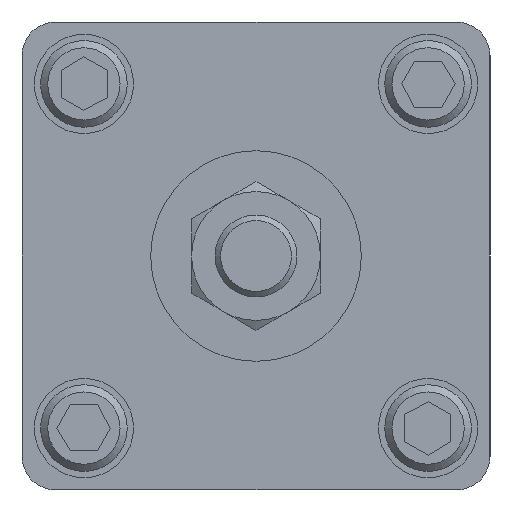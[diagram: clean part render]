
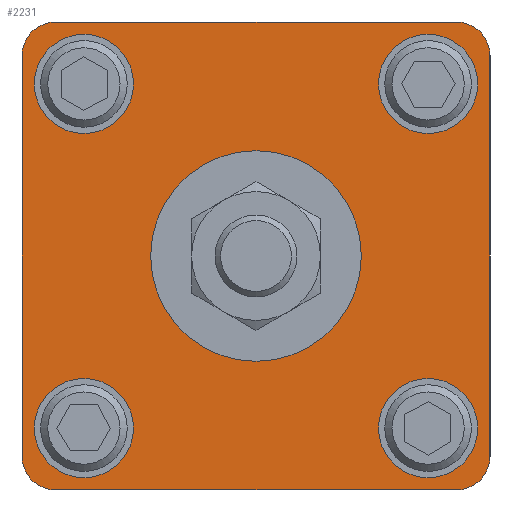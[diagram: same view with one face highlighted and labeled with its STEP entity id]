
A CAD part, left-side view. The second image highlights one B-rep face of the part: STEP entity #2231.
In plain terms, the highlighted planar face has unit normal (-1, 0, 0).
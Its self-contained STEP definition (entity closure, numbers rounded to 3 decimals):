
#207=CIRCLE('',#2483,6.731);
#209=CIRCLE('',#2487,6.731);
#211=CIRCLE('',#2491,6.731);
#213=CIRCLE('',#2495,6.731);
#214=CIRCLE('',#2497,4.572);
#215=CIRCLE('',#2498,4.572);
#216=CIRCLE('',#2499,4.572);
#217=CIRCLE('',#2500,4.572);
#218=CIRCLE('',#2501,14.288);
#505=ORIENTED_EDGE('',*,*,#959,.F.);
#506=ORIENTED_EDGE('',*,*,#960,.T.);
#507=ORIENTED_EDGE('',*,*,#961,.F.);
#508=ORIENTED_EDGE('',*,*,#962,.T.);
#509=ORIENTED_EDGE('',*,*,#963,.F.);
#510=ORIENTED_EDGE('',*,*,#964,.T.);
#511=ORIENTED_EDGE('',*,*,#965,.F.);
#512=ORIENTED_EDGE('',*,*,#966,.T.);
#513=ORIENTED_EDGE('',*,*,#967,.F.);
#514=ORIENTED_EDGE('',*,*,#958,.T.);
#515=ORIENTED_EDGE('',*,*,#956,.T.);
#516=ORIENTED_EDGE('',*,*,#954,.T.);
#517=ORIENTED_EDGE('',*,*,#952,.T.);
#952=EDGE_CURVE('',#1199,#1199,#207,.T.);
#954=EDGE_CURVE('',#1201,#1201,#209,.T.);
#956=EDGE_CURVE('',#1203,#1203,#211,.T.);
#958=EDGE_CURVE('',#1205,#1205,#213,.T.);
#959=EDGE_CURVE('',#1206,#1207,#1412,.T.);
#960=EDGE_CURVE('',#1206,#1208,#214,.T.);
#961=EDGE_CURVE('',#1209,#1208,#1413,.T.);
#962=EDGE_CURVE('',#1209,#1210,#215,.T.);
#963=EDGE_CURVE('',#1211,#1210,#1414,.T.);
#964=EDGE_CURVE('',#1211,#1212,#216,.T.);
#965=EDGE_CURVE('',#1213,#1212,#1415,.T.);
#966=EDGE_CURVE('',#1213,#1207,#217,.T.);
#967=EDGE_CURVE('',#1214,#1214,#218,.T.);
#1199=VERTEX_POINT('',#3656);
#1201=VERTEX_POINT('',#3662);
#1203=VERTEX_POINT('',#3668);
#1205=VERTEX_POINT('',#3674);
#1206=VERTEX_POINT('',#3677);
#1207=VERTEX_POINT('',#3678);
#1208=VERTEX_POINT('',#3680);
#1209=VERTEX_POINT('',#3682);
#1210=VERTEX_POINT('',#3684);
#1211=VERTEX_POINT('',#3686);
#1212=VERTEX_POINT('',#3688);
#1213=VERTEX_POINT('',#3690);
#1214=VERTEX_POINT('',#3693);
#1412=LINE('',#3676,#1528);
#1413=LINE('',#3681,#1529);
#1414=LINE('',#3685,#1530);
#1415=LINE('',#3689,#1531);
#1528=VECTOR('',#2955,1000.);
#1529=VECTOR('',#2958,1000.);
#1530=VECTOR('',#2961,1000.);
#1531=VECTOR('',#2964,1000.);
#1642=EDGE_LOOP('',(#505,#506,#507,#508,#509,#510,#511,#512));
#1643=EDGE_LOOP('',(#513));
#1644=EDGE_LOOP('',(#514));
#1645=EDGE_LOOP('',(#515));
#1646=EDGE_LOOP('',(#516));
#1647=EDGE_LOOP('',(#517));
#1908=FACE_BOUND('',#1642,.T.);
#1909=FACE_BOUND('',#1643,.T.);
#1910=FACE_BOUND('',#1644,.T.);
#1911=FACE_BOUND('',#1645,.T.);
#1912=FACE_BOUND('',#1646,.T.);
#1913=FACE_BOUND('',#1647,.T.);
#2141=PLANE('',#2496);
#2231=ADVANCED_FACE('',(#1908,#1909,#1910,#1911,#1912,#1913),#2141,.F.);
#2483=AXIS2_PLACEMENT_3D('',#3655,#2927,#2928);
#2487=AXIS2_PLACEMENT_3D('',#3661,#2935,#2936);
#2491=AXIS2_PLACEMENT_3D('',#3667,#2943,#2944);
#2495=AXIS2_PLACEMENT_3D('',#3673,#2951,#2952);
#2496=AXIS2_PLACEMENT_3D('',#3675,#2953,#2954);
#2497=AXIS2_PLACEMENT_3D('',#3679,#2956,#2957);
#2498=AXIS2_PLACEMENT_3D('',#3683,#2959,#2960);
#2499=AXIS2_PLACEMENT_3D('',#3687,#2962,#2963);
#2500=AXIS2_PLACEMENT_3D('',#3691,#2965,#2966);
#2501=AXIS2_PLACEMENT_3D('',#3692,#2967,#2968);
#2927=DIRECTION('',(1.,0.,0.));
#2928=DIRECTION('',(0.,-1.,0.));
#2935=DIRECTION('',(1.,0.,0.));
#2936=DIRECTION('',(0.,0.,-1.));
#2943=DIRECTION('',(1.,0.,0.));
#2944=DIRECTION('',(0.,1.,0.));
#2951=DIRECTION('',(1.,0.,0.));
#2952=DIRECTION('',(0.,0.,1.));
#2953=DIRECTION('',(1.,0.,0.));
#2954=DIRECTION('',(0.,1.,0.));
#2955=DIRECTION('',(0.,0.,-1.));
#2956=DIRECTION('',(-1.,0.,0.));
#2957=DIRECTION('',(0.,0.,-1.));
#2958=DIRECTION('',(0.,-1.,0.));
#2959=DIRECTION('',(-1.,0.,0.));
#2960=DIRECTION('',(0.,0.,-1.));
#2961=DIRECTION('',(0.,0.,1.));
#2962=DIRECTION('',(-1.,0.,0.));
#2963=DIRECTION('',(0.,0.,-1.));
#2964=DIRECTION('',(0.,1.,0.));
#2965=DIRECTION('',(-1.,0.,0.));
#2966=DIRECTION('',(0.,0.,-1.));
#2967=DIRECTION('',(-1.,0.,0.));
#2968=DIRECTION('',(0.,0.,-1.));
#3655=CARTESIAN_POINT('',(0.,-23.349,-23.349));
#3656=CARTESIAN_POINT('',(0.,-30.08,-23.349));
#3661=CARTESIAN_POINT('',(0.,23.349,-23.349));
#3662=CARTESIAN_POINT('',(0.,23.349,-30.08));
#3667=CARTESIAN_POINT('',(0.,23.349,23.349));
#3668=CARTESIAN_POINT('',(0.,30.08,23.349));
#3673=CARTESIAN_POINT('',(0.,-23.349,23.349));
#3674=CARTESIAN_POINT('',(0.,-23.349,30.08));
#3675=CARTESIAN_POINT('',(0.,0.,0.));
#3676=CARTESIAN_POINT('',(0.,-31.75,25.4));
#3677=CARTESIAN_POINT('',(0.,-31.75,27.178));
#3678=CARTESIAN_POINT('',(0.,-31.75,-27.178));
#3679=CARTESIAN_POINT('',(0.,-27.178,27.178));
#3680=CARTESIAN_POINT('',(0.,-27.178,31.75));
#3681=CARTESIAN_POINT('',(0.,25.4,31.75));
#3682=CARTESIAN_POINT('',(0.,27.178,31.75));
#3683=CARTESIAN_POINT('',(0.,27.178,27.178));
#3684=CARTESIAN_POINT('',(0.,31.75,27.178));
#3685=CARTESIAN_POINT('',(0.,31.75,-25.4));
#3686=CARTESIAN_POINT('',(0.,31.75,-27.178));
#3687=CARTESIAN_POINT('',(0.,27.178,-27.178));
#3688=CARTESIAN_POINT('',(0.,27.178,-31.75));
#3689=CARTESIAN_POINT('',(0.,-25.4,-31.75));
#3690=CARTESIAN_POINT('',(0.,-27.178,-31.75));
#3691=CARTESIAN_POINT('',(0.,-27.178,-27.178));
#3692=CARTESIAN_POINT('',(0.,0.,0.));
#3693=CARTESIAN_POINT('',(0.,0.,-14.288));
